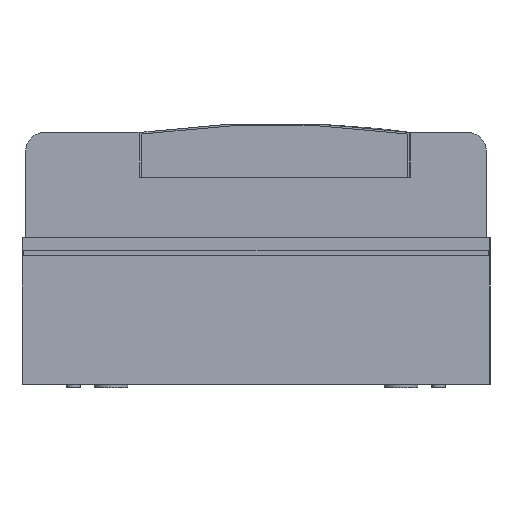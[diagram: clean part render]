
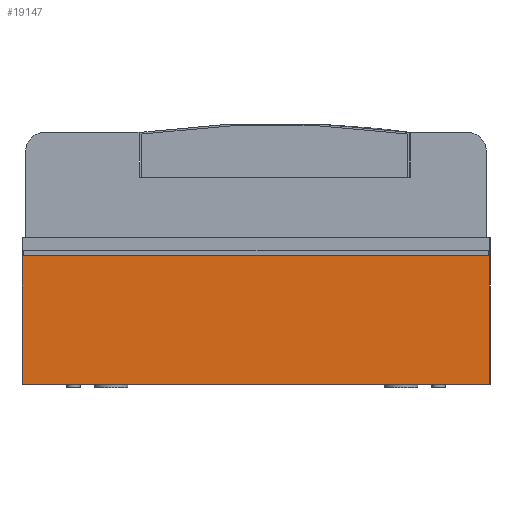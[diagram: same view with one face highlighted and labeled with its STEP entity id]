
A CAD part, left-side view. The second image highlights one B-rep face of the part: STEP entity #19147.
In plain terms, the highlighted planar face has unit normal (-1, 0, 0).
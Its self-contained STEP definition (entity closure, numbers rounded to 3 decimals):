
#102 = PLANE ( 'NONE',  #20262 ) ;
#290 = EDGE_CURVE ( 'NONE', #7288, #19123, #20832, .T. ) ;
#990 = VECTOR ( 'NONE', #10741, 1000. ) ;
#1489 = DIRECTION ( 'NONE',  ( 0., 0., -1. ) ) ;
#1739 = CARTESIAN_POINT ( 'NONE',  ( -128., 125., 68.5 ) ) ;
#1777 = CARTESIAN_POINT ( 'NONE',  ( -128., 125., 68.5 ) ) ;
#3957 = DIRECTION ( 'NONE',  ( 0., -1., 0. ) ) ;
#4887 = EDGE_LOOP ( 'NONE', ( #11425, #14044, #12701, #13094 ) ) ;
#6279 = VERTEX_POINT ( 'NONE', #1739 ) ;
#6520 = EDGE_CURVE ( 'NONE', #6279, #16775, #25752, .T. ) ;
#6625 = DIRECTION ( 'NONE',  ( 0., 1., 0. ) ) ;
#7288 = VERTEX_POINT ( 'NONE', #11019 ) ;
#8588 = CARTESIAN_POINT ( 'NONE',  ( -128., 125., 0. ) ) ;
#9452 = LINE ( 'NONE', #15142, #25303 ) ;
#10741 = DIRECTION ( 'NONE',  ( 0., -1., 0. ) ) ;
#11019 = CARTESIAN_POINT ( 'NONE',  ( -128., 125., 0. ) ) ;
#11425 = ORIENTED_EDGE ( 'NONE', *, *, #6520, .F. ) ;
#12152 = FACE_OUTER_BOUND ( 'NONE', #4887, .T. ) ;
#12701 = ORIENTED_EDGE ( 'NONE', *, *, #290, .T. ) ;
#12950 = DIRECTION ( 'NONE',  ( 0., 0., -1. ) ) ;
#13094 = ORIENTED_EDGE ( 'NONE', *, *, #23051, .F. ) ;
#14044 = ORIENTED_EDGE ( 'NONE', *, *, #17195, .T. ) ;
#15142 = CARTESIAN_POINT ( 'NONE',  ( -128., -125., 71. ) ) ;
#15171 = CARTESIAN_POINT ( 'NONE',  ( -128., 125., 71. ) ) ;
#16536 = CARTESIAN_POINT ( 'NONE',  ( -128., 125., 71. ) ) ;
#16775 = VERTEX_POINT ( 'NONE', #25820 ) ;
#17161 = CARTESIAN_POINT ( 'NONE',  ( -128., -125., 0. ) ) ;
#17195 = EDGE_CURVE ( 'NONE', #6279, #7288, #23080, .T. ) ;
#19123 = VERTEX_POINT ( 'NONE', #17161 ) ;
#19147 = ADVANCED_FACE ( 'NONE', ( #12152 ), #102, .F. ) ;
#19505 = DIRECTION ( 'NONE',  ( 1., 0., 0. ) ) ;
#20262 = AXIS2_PLACEMENT_3D ( 'NONE', #15171, #19505, #6625 ) ;
#20832 = LINE ( 'NONE', #8588, #990 ) ;
#23051 = EDGE_CURVE ( 'NONE', #16775, #19123, #9452, .T. ) ;
#23080 = LINE ( 'NONE', #16536, #23759 ) ;
#23759 = VECTOR ( 'NONE', #1489, 1000. ) ;
#25303 = VECTOR ( 'NONE', #12950, 1000. ) ;
#25752 = LINE ( 'NONE', #1777, #26148 ) ;
#25820 = CARTESIAN_POINT ( 'NONE',  ( -128., -125., 68.5 ) ) ;
#26148 = VECTOR ( 'NONE', #3957, 1000. ) ;
